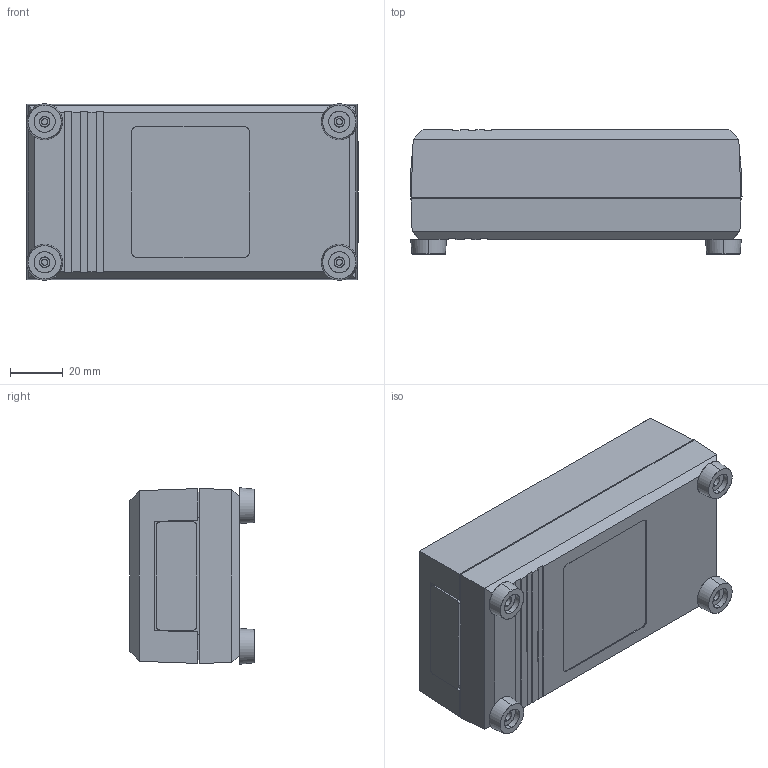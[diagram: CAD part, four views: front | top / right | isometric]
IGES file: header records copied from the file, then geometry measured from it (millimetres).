
Start section: SolidWorks IGES file using analytic representation for surfaces
Global section: file name: KMz 36.IGS; native system: SolidWorks 2009; preprocessor: SolidWorks 2009; author: user; date: 091129.231139; units: millimetre
Bounding box: 125.74 x 47 x 66.8 mm (x, y, z)
Surface area: 68993.7 mm2 (no closed solid volume)
Topology: 0 solids, 0 shells, 415 faces, 4637 edges, 4635 vertices
Faces by surface type: bspline 301, revolution 114
